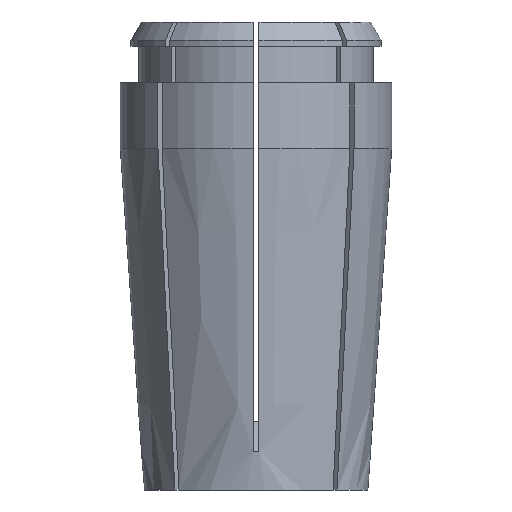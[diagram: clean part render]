
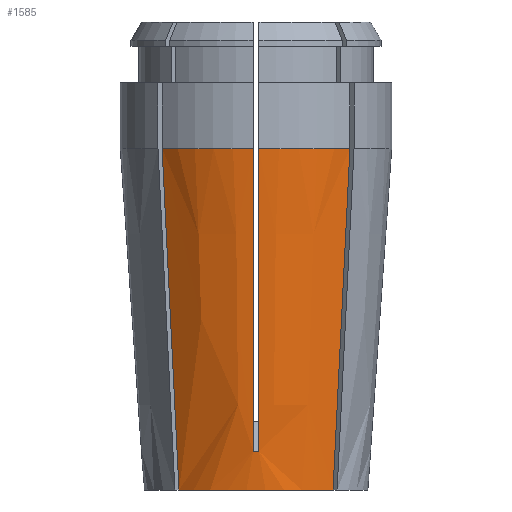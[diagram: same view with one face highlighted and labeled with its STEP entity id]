
A CAD part, front view. The second image highlights one B-rep face of the part: STEP entity #1585.
In plain terms, the highlighted conical face has half-angle 4.001 degrees and reference radius 14.422 mm.
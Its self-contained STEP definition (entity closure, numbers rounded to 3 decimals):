
#19 = CARTESIAN_POINT ( 'NONE',  ( 12.106, -12.637, 44. ) ) ;
#129 = CARTESIAN_POINT ( 'NONE',  ( -12.106, -12.637, 44. ) ) ;
#166 = CARTESIAN_POINT ( 'NONE',  ( 0., 0., 44. ) ) ;
#182 = CARTESIAN_POINT ( 'NONE',  ( 9.929, -10.46, 0. ) ) ;
#355 = CARTESIAN_POINT ( 'NONE',  ( 11.26, -11.791, 26.897 ) ) ;
#371 = CARTESIAN_POINT ( 'NONE',  ( 11.824, -12.355, 38.299 ) ) ;
#414 = CARTESIAN_POINT ( 'NONE',  ( -11.26, -11.791, 26.897 ) ) ;
#433 = B_SPLINE_CURVE_WITH_KNOTS ( 'NONE', 3,
 ( #2490, #3346, #2458, #414, #3319, #1567, #2769 ),
 .UNSPECIFIED., .F., .F.,
 ( 4, 3, 4 ),
 ( 0., 0.027, 0.044 ),
 .UNSPECIFIED. ) ;
#583 = VERTEX_POINT ( 'NONE', #1311 ) ;
#599 = AXIS2_PLACEMENT_3D ( 'NONE', #2120, #2424, #1829 ) ;
#628 = CARTESIAN_POINT ( 'NONE',  ( 9.929, -10.46, 0. ) ) ;
#693 = VERTEX_POINT ( 'NONE', #3712 ) ;
#714 = DIRECTION ( 'NONE',  ( -1., 0., 0. ) ) ;
#750 = B_SPLINE_CURVE_WITH_KNOTS ( 'NONE', 3,
 ( #3189, #3542, #2656, #1193 ),
 .UNSPECIFIED., .F., .F.,
 ( 4, 4 ),
 ( 0., 0.001 ),
 .UNSPECIFIED. ) ;
#799 = CARTESIAN_POINT ( 'NONE',  ( 0.375, -14.768, 5.005 ) ) ;
#836 = VERTEX_POINT ( 'NONE', #19 ) ;
#915 = CARTESIAN_POINT ( 'NONE',  ( 12.106, -12.637, 44. ) ) ;
#938 = ORIENTED_EDGE ( 'NONE', *, *, #2911, .T. ) ;
#982 = ORIENTED_EDGE ( 'NONE', *, *, #1151, .F. ) ;
#1002 = EDGE_CURVE ( 'NONE', #3681, #583, #1734, .T. ) ;
#1050 = CARTESIAN_POINT ( 'NONE',  ( -0.375, -16.726, 32.99 ) ) ;
#1065 = CARTESIAN_POINT ( 'NONE',  ( -0.375, -17.239, 40.33 ) ) ;
#1086 = CARTESIAN_POINT ( 'NONE',  ( 0.375, -16.082, 23.79 ) ) ;
#1151 = EDGE_CURVE ( 'NONE', #583, #1675, #433, .T. ) ;
#1193 = CARTESIAN_POINT ( 'NONE',  ( 0.375, -14.768, 5.005 ) ) ;
#1224 = CARTESIAN_POINT ( 'NONE',  ( 0., 0., 44. ) ) ;
#1278 = CARTESIAN_POINT ( 'NONE',  ( 10.373, -10.903, 8.966 ) ) ;
#1311 = CARTESIAN_POINT ( 'NONE',  ( -9.929, -10.46, 0. ) ) ;
#1371 = CARTESIAN_POINT ( 'NONE',  ( 0.375, -16.982, 36.66 ) ) ;
#1385 = CARTESIAN_POINT ( 'NONE',  ( 0.375, -15.438, 14.59 ) ) ;
#1482 = DIRECTION ( 'NONE',  ( 0., 0., 1. ) ) ;
#1506 = CARTESIAN_POINT ( 'NONE',  ( 10.817, -11.347, 17.931 ) ) ;
#1522 = VERTEX_POINT ( 'NONE', #1822 ) ;
#1552 = B_SPLINE_CURVE_WITH_KNOTS ( 'NONE', 3,
 ( #628, #1278, #1506, #355, #1771, #371, #915 ),
 .UNSPECIFIED., .F., .F.,
 ( 4, 3, 4 ),
 ( 0., 0.027, 0.044 ),
 .UNSPECIFIED. ) ;
#1567 = CARTESIAN_POINT ( 'NONE',  ( -11.824, -12.355, 38.299 ) ) ;
#1585 = ADVANCED_FACE ( 'NONE', ( #3616 ), #1867, .T. ) ;
#1648 = VERTEX_POINT ( 'NONE', #2366 ) ;
#1675 = VERTEX_POINT ( 'NONE', #129 ) ;
#1706 = ORIENTED_EDGE ( 'NONE', *, *, #2892, .F. ) ;
#1734 = CIRCLE ( 'NONE', #599, 14.422 ) ;
#1748 = B_SPLINE_CURVE_WITH_KNOTS ( 'NONE', 3,
 ( #2570, #3104, #1371, #2233, #1086, #1385, #2841, #3708, #3436, #799 ),
 .UNSPECIFIED., .F., .F.,
 ( 4, 3, 3, 4 ),
 ( 0.083, 0.094, 0.122, 0.122 ),
 .UNSPECIFIED. ) ;
#1771 = CARTESIAN_POINT ( 'NONE',  ( 11.542, -12.073, 32.598 ) ) ;
#1784 = DIRECTION ( 'NONE',  ( 1., 0., 0. ) ) ;
#1822 = CARTESIAN_POINT ( 'NONE',  ( -0.375, -17.496, 44. ) ) ;
#1829 = DIRECTION ( 'NONE',  ( -1., 0., 0. ) ) ;
#1867 = CONICAL_SURFACE ( 'NONE', #2184, 14.422, 0.07 ) ;
#1897 = EDGE_CURVE ( 'NONE', #836, #3636, #2003, .T. ) ;
#1907 = CARTESIAN_POINT ( 'NONE',  ( -0.375, -14.794, 5.39 ) ) ;
#1931 = EDGE_CURVE ( 'NONE', #1522, #1675, #3572, .T. ) ;
#1949 = ORIENTED_EDGE ( 'NONE', *, *, #1002, .F. ) ;
#1962 = CARTESIAN_POINT ( 'NONE',  ( -0.375, -15.438, 14.59 ) ) ;
#1971 = AXIS2_PLACEMENT_3D ( 'NONE', #1224, #3573, #3586 ) ;
#2003 = CIRCLE ( 'NONE', #1971, 17.5 ) ;
#2120 = CARTESIAN_POINT ( 'NONE',  ( 0., 0., 0. ) ) ;
#2176 = ORIENTED_EDGE ( 'NONE', *, *, #2675, .T. ) ;
#2184 = AXIS2_PLACEMENT_3D ( 'NONE', #3223, #1482, #1784 ) ;
#2185 = DIRECTION ( 'NONE',  ( 0., 0., -1. ) ) ;
#2227 = CARTESIAN_POINT ( 'NONE',  ( -0.375, -14.768, 5.005 ) ) ;
#2233 = CARTESIAN_POINT ( 'NONE',  ( 0.375, -16.726, 32.99 ) ) ;
#2366 = CARTESIAN_POINT ( 'NONE',  ( 0.375, -14.768, 5.005 ) ) ;
#2424 = DIRECTION ( 'NONE',  ( 0., 0., -1. ) ) ;
#2458 = CARTESIAN_POINT ( 'NONE',  ( -10.817, -11.347, 17.931 ) ) ;
#2490 = CARTESIAN_POINT ( 'NONE',  ( -9.929, -10.46, 0. ) ) ;
#2506 = CARTESIAN_POINT ( 'NONE',  ( -0.375, -14.785, 5.262 ) ) ;
#2570 = CARTESIAN_POINT ( 'NONE',  ( 0.375, -17.496, 44. ) ) ;
#2656 = CARTESIAN_POINT ( 'NONE',  ( 0.125, -14.773, 4.998 ) ) ;
#2675 = EDGE_CURVE ( 'NONE', #3636, #1648, #1748, .T. ) ;
#2769 = CARTESIAN_POINT ( 'NONE',  ( -12.106, -12.637, 44. ) ) ;
#2803 = CARTESIAN_POINT ( 'NONE',  ( 0.375, -17.496, 44. ) ) ;
#2841 = CARTESIAN_POINT ( 'NONE',  ( 0.375, -14.794, 5.39 ) ) ;
#2892 = EDGE_CURVE ( 'NONE', #693, #1648, #750, .T. ) ;
#2911 = EDGE_CURVE ( 'NONE', #3681, #836, #1552, .T. ) ;
#3095 = CARTESIAN_POINT ( 'NONE',  ( -0.375, -14.776, 5.134 ) ) ;
#3104 = CARTESIAN_POINT ( 'NONE',  ( 0.375, -17.239, 40.33 ) ) ;
#3110 = ORIENTED_EDGE ( 'NONE', *, *, #1897, .T. ) ;
#3189 = CARTESIAN_POINT ( 'NONE',  ( -0.375, -14.768, 5.005 ) ) ;
#3223 = CARTESIAN_POINT ( 'NONE',  ( 0., 0., 0. ) ) ;
#3319 = CARTESIAN_POINT ( 'NONE',  ( -11.542, -12.073, 32.598 ) ) ;
#3346 = CARTESIAN_POINT ( 'NONE',  ( -10.373, -10.903, 8.966 ) ) ;
#3355 = EDGE_LOOP ( 'NONE', ( #1949, #938, #3110, #2176, #1706, #3770, #3461, #982 ) ) ;
#3371 = CARTESIAN_POINT ( 'NONE',  ( -0.375, -16.082, 23.79 ) ) ;
#3412 = CARTESIAN_POINT ( 'NONE',  ( -0.375, -16.982, 36.66 ) ) ;
#3436 = CARTESIAN_POINT ( 'NONE',  ( 0.375, -14.776, 5.134 ) ) ;
#3461 = ORIENTED_EDGE ( 'NONE', *, *, #1931, .T. ) ;
#3542 = CARTESIAN_POINT ( 'NONE',  ( -0.125, -14.773, 4.998 ) ) ;
#3572 = CIRCLE ( 'NONE', #3592, 17.5 ) ;
#3573 = DIRECTION ( 'NONE',  ( 0., 0., -1. ) ) ;
#3586 = DIRECTION ( 'NONE',  ( -1., 0., 0. ) ) ;
#3592 = AXIS2_PLACEMENT_3D ( 'NONE', #166, #2185, #714 ) ;
#3616 = FACE_OUTER_BOUND ( 'NONE', #3355, .T. ) ;
#3636 = VERTEX_POINT ( 'NONE', #2803 ) ;
#3671 = B_SPLINE_CURVE_WITH_KNOTS ( 'NONE', 3,
 ( #3684, #1065, #3412, #1050, #3371, #1962, #1907, #2506, #3095, #2227 ),
 .UNSPECIFIED., .F., .F.,
 ( 4, 3, 3, 4 ),
 ( 0.083, 0.094, 0.122, 0.122 ),
 .UNSPECIFIED. ) ;
#3673 = EDGE_CURVE ( 'NONE', #1522, #693, #3671, .T. ) ;
#3681 = VERTEX_POINT ( 'NONE', #182 ) ;
#3684 = CARTESIAN_POINT ( 'NONE',  ( -0.375, -17.496, 44. ) ) ;
#3708 = CARTESIAN_POINT ( 'NONE',  ( 0.375, -14.785, 5.262 ) ) ;
#3712 = CARTESIAN_POINT ( 'NONE',  ( -0.375, -14.768, 5.005 ) ) ;
#3770 = ORIENTED_EDGE ( 'NONE', *, *, #3673, .F. ) ;
